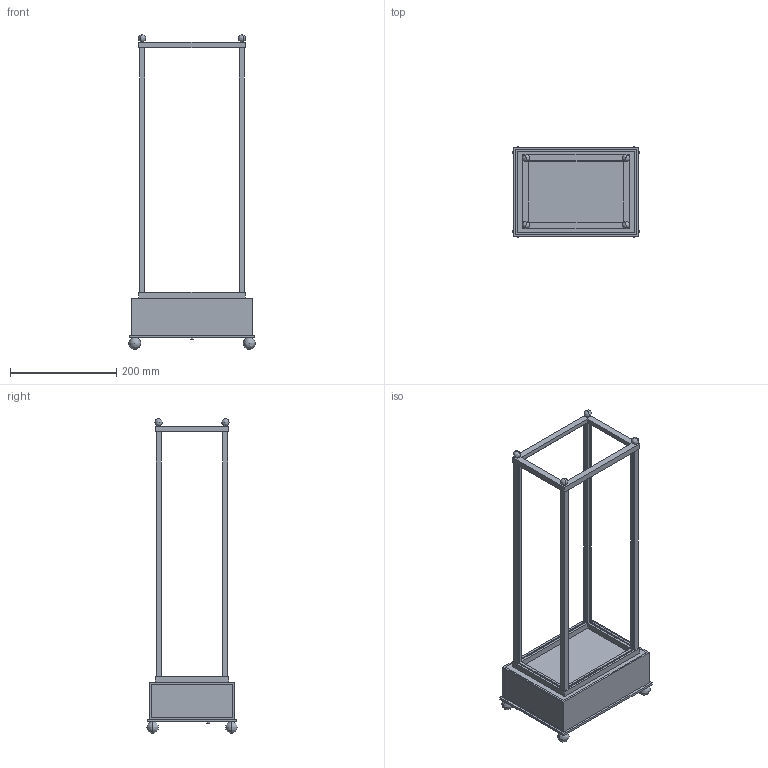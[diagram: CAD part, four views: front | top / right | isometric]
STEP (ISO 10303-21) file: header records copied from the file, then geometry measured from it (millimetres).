
FILE_DESCRIPTION(('FreeCAD Model'),'2;1');
FILE_NAME('Open CASCADE Shape Model','2025-04-27T17:31:22',('FreeCAD'),( 'FreeCAD'),'Open CASCADE STEP processor 7.6','FreeCAD','Unknown');
FILE_SCHEMA(('AUTOMOTIVE_DESIGN { 1 0 10303 214 1 1 1 1 }'));
Products named in the file (1): Open CASCADE STEP translator 7.6 1
Bounding box: 237.23 x 170.4 x 591.33 mm (x, y, z)
Volume: 1887088.8 mm3; surface area: 430429.6 mm2
Topology: 31 solids, 32 shells, 960 faces, 2611 edges, 1702 vertices
Faces by surface type: bspline 960
Entity records: 54689 total; most frequent: CARTESIAN_POINT 40491, ORIENTED_EDGE 5174, EDGE_CURVE 2587, VERTEX_POINT 1702, B_SPLINE_CURVE_WITH_KNOTS 1365, FACE_BOUND 1033, EDGE_LOOP 1033, ADVANCED_FACE 960
